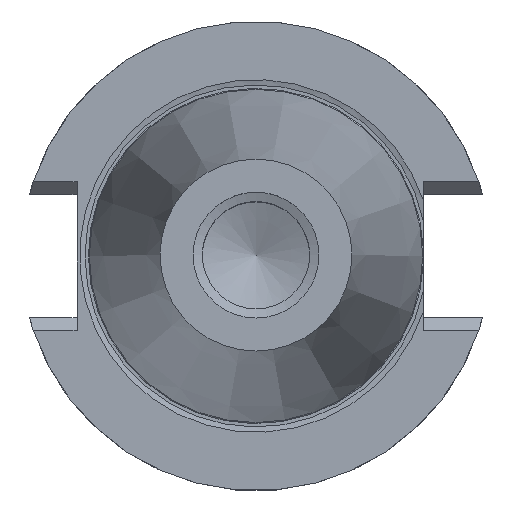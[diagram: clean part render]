
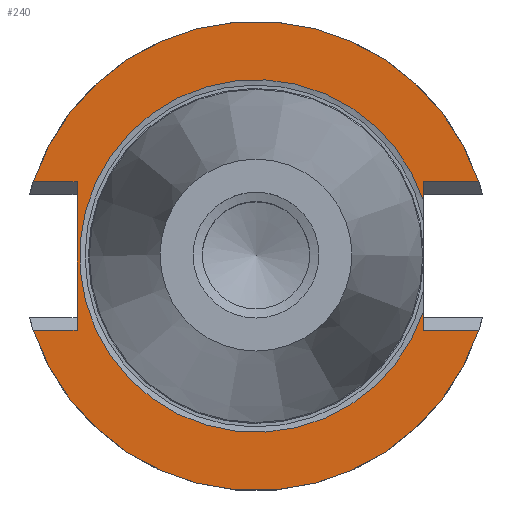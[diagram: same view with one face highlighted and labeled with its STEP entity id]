
A CAD part, top view. The second image highlights one B-rep face of the part: STEP entity #240.
In plain terms, the highlighted planar face has unit normal (0, 0, 1).
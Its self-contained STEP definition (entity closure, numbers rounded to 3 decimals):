
#69=LINE('',#1278,#116);
#71=LINE('',#1282,#118);
#74=LINE('',#1287,#121);
#75=LINE('',#1289,#122);
#85=LINE('',#1311,#132);
#86=LINE('',#1313,#133);
#87=LINE('',#1314,#134);
#116=VECTOR('',#1019,1.);
#118=VECTOR('',#1023,1.);
#121=VECTOR('',#1028,1.);
#122=VECTOR('',#1031,1.);
#132=VECTOR('',#1051,1.);
#133=VECTOR('',#1054,1.);
#134=VECTOR('',#1055,1.);
#161=FACE_OUTER_BOUND('',#341,.T.);
#192=PLANE('',#851);
#240=ADVANCED_FACE('',(#161),#192,.F.);
#341=EDGE_LOOP('',(#527,#528,#529,#530,#531,#532,#533,#534,#535,#536));
#527=ORIENTED_EDGE('',*,*,#715,.T.);
#528=ORIENTED_EDGE('',*,*,#716,.T.);
#529=ORIENTED_EDGE('',*,*,#637,.T.);
#530=ORIENTED_EDGE('',*,*,#717,.T.);
#531=ORIENTED_EDGE('',*,*,#704,.T.);
#532=ORIENTED_EDGE('',*,*,#645,.F.);
#533=ORIENTED_EDGE('',*,*,#703,.F.);
#534=ORIENTED_EDGE('',*,*,#700,.F.);
#535=ORIENTED_EDGE('',*,*,#698,.F.);
#536=ORIENTED_EDGE('',*,*,#695,.F.);
#566=VERTEX_POINT('',#1124);
#567=VERTEX_POINT('',#1125);
#572=VERTEX_POINT('',#1145);
#574=VERTEX_POINT('',#1148);
#610=VERTEX_POINT('',#1272);
#611=VERTEX_POINT('',#1274);
#612=VERTEX_POINT('',#1279);
#613=VERTEX_POINT('',#1283);
#614=VERTEX_POINT('',#1290);
#620=VERTEX_POINT('',#1310);
#637=EDGE_CURVE('',#566,#567,#735,.T.);
#645=EDGE_CURVE('',#572,#574,#738,.T.);
#695=EDGE_CURVE('',#610,#611,#753,.T.);
#698=EDGE_CURVE('',#611,#612,#69,.T.);
#700=EDGE_CURVE('',#612,#613,#71,.T.);
#703=EDGE_CURVE('',#613,#572,#74,.T.);
#704=EDGE_CURVE('',#614,#574,#75,.T.);
#715=EDGE_CURVE('',#610,#620,#85,.T.);
#716=EDGE_CURVE('',#620,#566,#86,.T.);
#717=EDGE_CURVE('',#567,#614,#87,.T.);
#735=CIRCLE('',#800,36.95);
#738=CIRCLE('',#806,49.2);
#753=CIRCLE('',#838,49.2);
#800=AXIS2_PLACEMENT_3D('',#1123,#909,#910);
#806=AXIS2_PLACEMENT_3D('',#1147,#923,#924);
#838=AXIS2_PLACEMENT_3D('',#1273,#1012,#1013);
#851=AXIS2_PLACEMENT_3D('',#1323,#1058,#1059);
#909=DIRECTION('',(0.,0.,-1.));
#910=DIRECTION('',(-1.,0.,0.));
#923=DIRECTION('',(0.,0.,-1.));
#924=DIRECTION('',(-1.,0.,0.));
#1012=DIRECTION('',(0.,0.,-1.));
#1013=DIRECTION('',(-1.,0.,0.));
#1019=DIRECTION('',(1.,0.,0.));
#1023=DIRECTION('',(0.,1.,0.));
#1028=DIRECTION('',(-1.,0.,0.));
#1031=DIRECTION('',(1.,0.,0.));
#1051=DIRECTION('',(-1.,0.,0.));
#1054=DIRECTION('',(0.,1.,0.));
#1055=DIRECTION('',(0.,1.,0.));
#1058=DIRECTION('',(0.,0.,-1.));
#1059=DIRECTION('',(-1.,0.,0.));
#1123=CARTESIAN_POINT('',(0.,0.,-1.5));
#1124=CARTESIAN_POINT('',(35.1,-11.545,-1.5));
#1125=CARTESIAN_POINT('',(35.1,11.545,-1.5));
#1145=CARTESIAN_POINT('',(-46.66,15.603,-1.5));
#1147=CARTESIAN_POINT('',(0.,0.,-1.5));
#1148=CARTESIAN_POINT('',(46.66,15.603,-1.5));
#1272=CARTESIAN_POINT('',(46.66,-15.603,-1.5));
#1273=CARTESIAN_POINT('',(0.,0.,-1.5));
#1274=CARTESIAN_POINT('',(-46.66,-15.603,-1.5));
#1278=CARTESIAN_POINT('',(0.,-15.603,-1.5));
#1279=CARTESIAN_POINT('',(-37.5,-15.603,-1.5));
#1282=CARTESIAN_POINT('',(-37.5,34.625,-1.5));
#1283=CARTESIAN_POINT('',(-37.5,15.603,-1.5));
#1287=CARTESIAN_POINT('',(0.,15.603,-1.5));
#1289=CARTESIAN_POINT('',(0.,15.603,-1.5));
#1290=CARTESIAN_POINT('',(35.1,15.603,-1.5));
#1310=CARTESIAN_POINT('',(35.1,-15.603,-1.5));
#1311=CARTESIAN_POINT('',(0.,-15.603,-1.5));
#1313=CARTESIAN_POINT('',(35.1,34.625,-1.5));
#1314=CARTESIAN_POINT('',(35.1,34.625,-1.5));
#1323=CARTESIAN_POINT('',(0.,34.625,-1.5));
